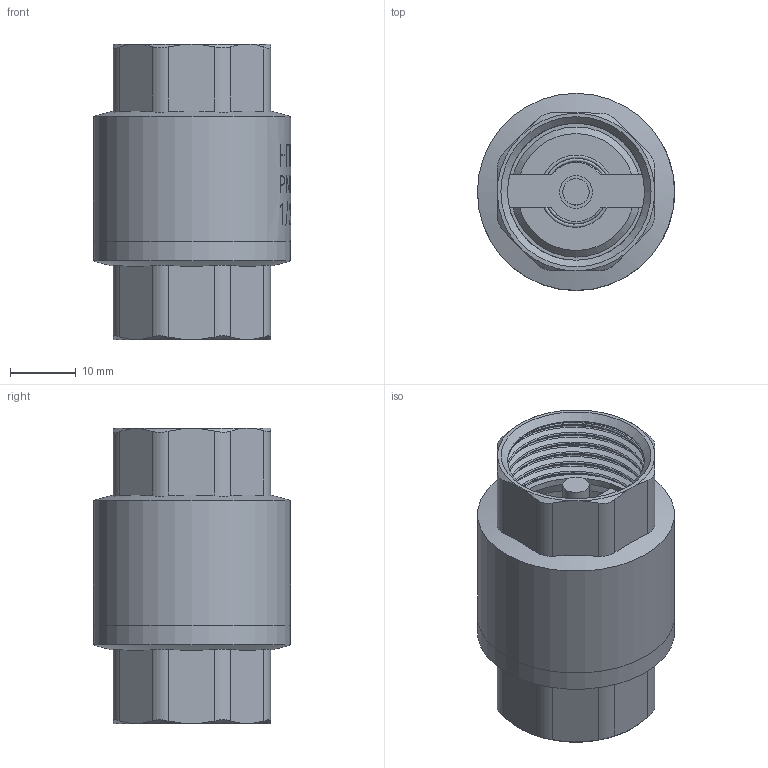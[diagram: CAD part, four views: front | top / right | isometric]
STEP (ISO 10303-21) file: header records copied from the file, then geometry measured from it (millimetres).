
FILE_DESCRIPTION(/* description */ (''),/* implementation_level */ '2;1');
FILE_NAME(/* name */ 'MAME11.000.020.step',/* time_stamp */ '2026-04-14T09:46:46+02:00',/* author */ (''),/* organization */ (''),/* preprocessor_version */ 'ST-DEVELOPER v20.1',/* originating_system */ 'Autodesk Translation Framework v14.24.0.0',/* authorisation */ '');
FILE_SCHEMA (('AUTOMOTIVE_DESIGN { 1 0 10303 214 3 1 1 }'));
Length unit declared in the file: millimetre
Products named in the file (1): 2026-04-13-10-41-47-173
Bounding box: 30 x 30 x 45 mm (x, y, z)
Volume: 11921 mm3; surface area: 13390.5 mm2
Topology: 5 solids, 5 shells, 303 faces, 806 edges, 530 vertices
Faces by surface type: plane 120, bspline 96, cylinder 74, cone 12, torus 1
Full cylindrical faces by diameter (mm): 4 x3, 5 x2, 6.145 x1, 6.241 x1, 17 x1, 18.901 x1, 19.802 x1, 20.47 x1, 20.858 x2, 20.955 x4, 21.737 x1, 22.511 x1, 22.911 x4, 24.117 x1, 24.387 x1, 26.441 x2, 30 x2
Entity records: 20655 total; most frequent: CARTESIAN_POINT 13928, ORIENTED_EDGE 1596, DIRECTION 1031, EDGE_CURVE 798, VERTEX_POINT 526, AXIS2_PLACEMENT_3D 359, EDGE_LOOP 336, LINE 313
